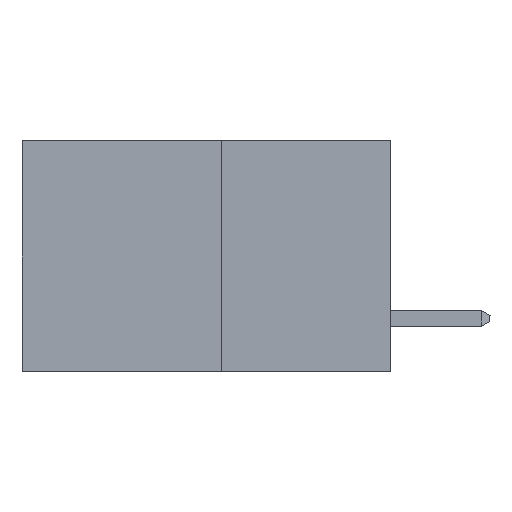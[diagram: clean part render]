
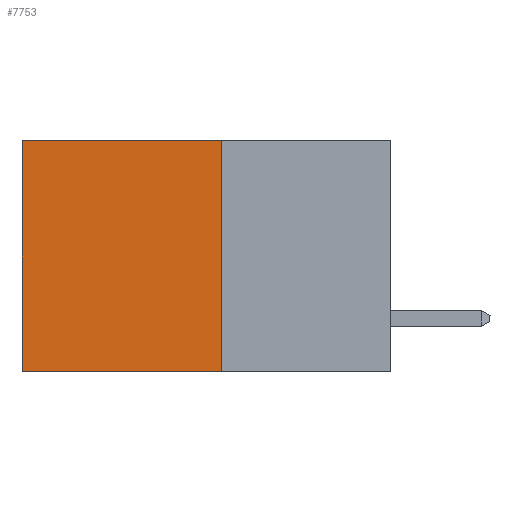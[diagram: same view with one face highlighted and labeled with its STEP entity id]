
A CAD part, left-side view. The second image highlights one B-rep face of the part: STEP entity #7753.
In plain terms, the highlighted planar face has unit normal (-1, 0, 0).
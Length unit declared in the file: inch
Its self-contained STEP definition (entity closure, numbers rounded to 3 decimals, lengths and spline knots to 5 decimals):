
#1028 = LINE ( 'NONE', #10540, #4034 ) ;
#1051 = FACE_OUTER_BOUND ( 'NONE', #13172, .T. ) ;
#1794 = ORIENTED_EDGE ( 'NONE', *, *, #3238, .F. ) ;
#1921 = DIRECTION ( 'NONE',  ( 1., 0., 0. ) ) ;
#2456 = VERTEX_POINT ( 'NONE', #6359 ) ;
#2765 = CARTESIAN_POINT ( 'NONE',  ( 0.277, 0.59, 0. ) ) ;
#3087 = CARTESIAN_POINT ( 'NONE',  ( 0.277, 0.27, -0.37 ) ) ;
#3238 = EDGE_CURVE ( 'NONE', #2456, #11642, #4788, .T. ) ;
#3353 = EDGE_CURVE ( 'NONE', #3942, #2456, #10305, .T. ) ;
#3887 = DIRECTION ( 'NONE',  ( 0., 1., 0. ) ) ;
#3942 = VERTEX_POINT ( 'NONE', #15798 ) ;
#4034 = VECTOR ( 'NONE', #8067, 39.37008 ) ;
#4392 = CARTESIAN_POINT ( 'NONE',  ( 0.277, 0.27, -0.37 ) ) ;
#4715 = AXIS2_PLACEMENT_3D ( 'NONE', #3087, #1921, #10781 ) ;
#4788 = LINE ( 'NONE', #4392, #11904 ) ;
#6359 = CARTESIAN_POINT ( 'NONE',  ( 0.277, 0.27, -0.37 ) ) ;
#7753 = ADVANCED_FACE ( 'NONE', ( #1051 ), #8257, .F. ) ;
#8067 = DIRECTION ( 'NONE',  ( 0., 0., -1. ) ) ;
#8191 = EDGE_CURVE ( 'NONE', #14407, #11642, #1028, .T. ) ;
#8257 = PLANE ( 'NONE',  #4715 ) ;
#8548 = ORIENTED_EDGE ( 'NONE', *, *, #3353, .F. ) ;
#8635 = CARTESIAN_POINT ( 'NONE',  ( 0.277, 0.27, 0. ) ) ;
#9899 = DIRECTION ( 'NONE',  ( 0., 1., 0. ) ) ;
#9931 = VECTOR ( 'NONE', #15471, 39.37008 ) ;
#10305 = LINE ( 'NONE', #15352, #9931 ) ;
#10540 = CARTESIAN_POINT ( 'NONE',  ( 0.277, 0.59, -0.37 ) ) ;
#10781 = DIRECTION ( 'NONE',  ( 0., 0., -1. ) ) ;
#11337 = LINE ( 'NONE', #8635, #15096 ) ;
#11642 = VERTEX_POINT ( 'NONE', #15686 ) ;
#11871 = EDGE_CURVE ( 'NONE', #3942, #14407, #11337, .T. ) ;
#11904 = VECTOR ( 'NONE', #3887, 39.37008 ) ;
#11910 = ORIENTED_EDGE ( 'NONE', *, *, #11871, .T. ) ;
#13172 = EDGE_LOOP ( 'NONE', ( #14847, #1794, #8548, #11910 ) ) ;
#14407 = VERTEX_POINT ( 'NONE', #2765 ) ;
#14847 = ORIENTED_EDGE ( 'NONE', *, *, #8191, .T. ) ;
#15096 = VECTOR ( 'NONE', #9899, 39.37008 ) ;
#15352 = CARTESIAN_POINT ( 'NONE',  ( 0.277, 0.27, -0.37 ) ) ;
#15471 = DIRECTION ( 'NONE',  ( 0., 0., -1. ) ) ;
#15686 = CARTESIAN_POINT ( 'NONE',  ( 0.277, 0.59, -0.37 ) ) ;
#15798 = CARTESIAN_POINT ( 'NONE',  ( 0.277, 0.27, 0. ) ) ;
